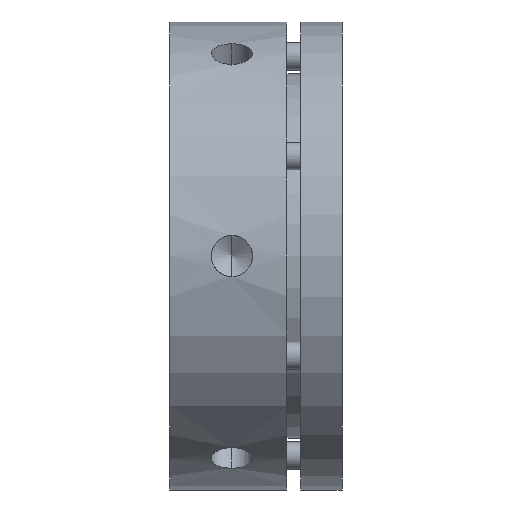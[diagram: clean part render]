
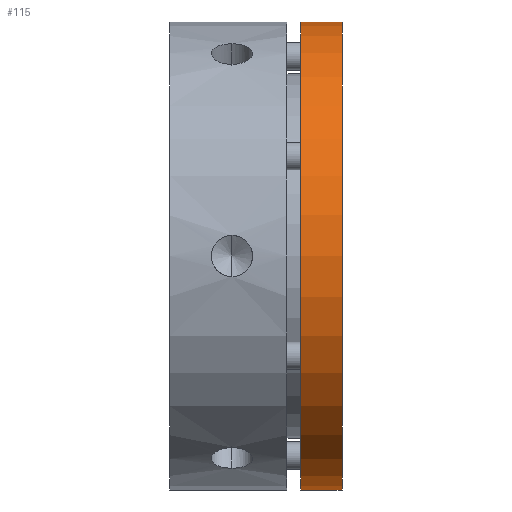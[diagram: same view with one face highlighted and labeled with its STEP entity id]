
A CAD part, front view. The second image highlights one B-rep face of the part: STEP entity #115.
In plain terms, the highlighted cylindrical face has radius 34 mm (diameter 68 mm), a partial arc.
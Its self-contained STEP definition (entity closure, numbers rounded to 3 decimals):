
#115 = ADVANCED_FACE ( 'NONE', ( #1916 ), #1920, .T. ) ;
#411 = DIRECTION ( 'NONE',  ( 0., 0., -1. ) ) ;
#417 = DIRECTION ( 'NONE',  ( 1., 0., 0. ) ) ;
#419 = CARTESIAN_POINT ( 'NONE',  ( 12.5, 0., 0. ) ) ;
#794 = ORIENTED_EDGE ( 'NONE', *, *, #2913, .F. ) ;
#795 = ORIENTED_EDGE ( 'NONE', *, *, #1446, .T. ) ;
#796 = ORIENTED_EDGE ( 'NONE', *, *, #2915, .T. ) ;
#797 = ORIENTED_EDGE ( 'NONE', *, *, #1438, .T. ) ;
#1204 = EDGE_LOOP ( 'NONE', ( #794, #795, #796, #797 ) ) ;
#1438 = EDGE_CURVE ( 'NONE', #1665, #1664, #2380, .T. ) ;
#1446 = EDGE_CURVE ( 'NONE', #1661, #1658, #2388, .T. ) ;
#1658 = VERTEX_POINT ( 'NONE', #3642 ) ;
#1661 = VERTEX_POINT ( 'NONE', #3645 ) ;
#1664 = VERTEX_POINT ( 'NONE', #3648 ) ;
#1665 = VERTEX_POINT ( 'NONE', #3649 ) ;
#1916 = FACE_OUTER_BOUND ( 'NONE', #1204, .T. ) ;
#1920 = CYLINDRICAL_SURFACE ( 'NONE', #2002, 34. ) ;
#2002 = AXIS2_PLACEMENT_3D ( 'NONE', #419, #417, #411 ) ;
#2092 = AXIS2_PLACEMENT_3D ( 'NONE', #4344, #4345, #4346 ) ;
#2100 = AXIS2_PLACEMENT_3D ( 'NONE', #4370, #4371, #4372 ) ;
#2380 = CIRCLE ( 'NONE', #2092, 34. ) ;
#2388 = CIRCLE ( 'NONE', #2100, 34. ) ;
#2667 = LINE ( 'NONE', #3779, #2675 ) ;
#2675 = VECTOR ( 'NONE', #3773, 1000. ) ;
#2676 = LINE ( 'NONE', #3778, #2678 ) ;
#2678 = VECTOR ( 'NONE', #3777, 1000. ) ;
#2913 = EDGE_CURVE ( 'NONE', #1661, #1664, #2667, .T. ) ;
#2915 = EDGE_CURVE ( 'NONE', #1658, #1665, #2676, .T. ) ;
#3642 = CARTESIAN_POINT ( 'NONE',  ( 19., 0., -34. ) ) ;
#3645 = CARTESIAN_POINT ( 'NONE',  ( 19., 0., 34. ) ) ;
#3648 = CARTESIAN_POINT ( 'NONE',  ( 25., 0., 34. ) ) ;
#3649 = CARTESIAN_POINT ( 'NONE',  ( 25., 0., -34. ) ) ;
#3773 = DIRECTION ( 'NONE',  ( 1., 0., 0. ) ) ;
#3777 = DIRECTION ( 'NONE',  ( 1., 0., 0. ) ) ;
#3778 = CARTESIAN_POINT ( 'NONE',  ( 12.5, 0., -34. ) ) ;
#3779 = CARTESIAN_POINT ( 'NONE',  ( 12.5, 0., 34. ) ) ;
#4344 = CARTESIAN_POINT ( 'NONE',  ( 25., 0., 0. ) ) ;
#4345 = DIRECTION ( 'NONE',  ( -1., 0., 0. ) ) ;
#4346 = DIRECTION ( 'NONE',  ( 0., 0., -1. ) ) ;
#4370 = CARTESIAN_POINT ( 'NONE',  ( 19., 0., 0. ) ) ;
#4371 = DIRECTION ( 'NONE',  ( 1., 0., 0. ) ) ;
#4372 = DIRECTION ( 'NONE',  ( 0., 0., -1. ) ) ;
